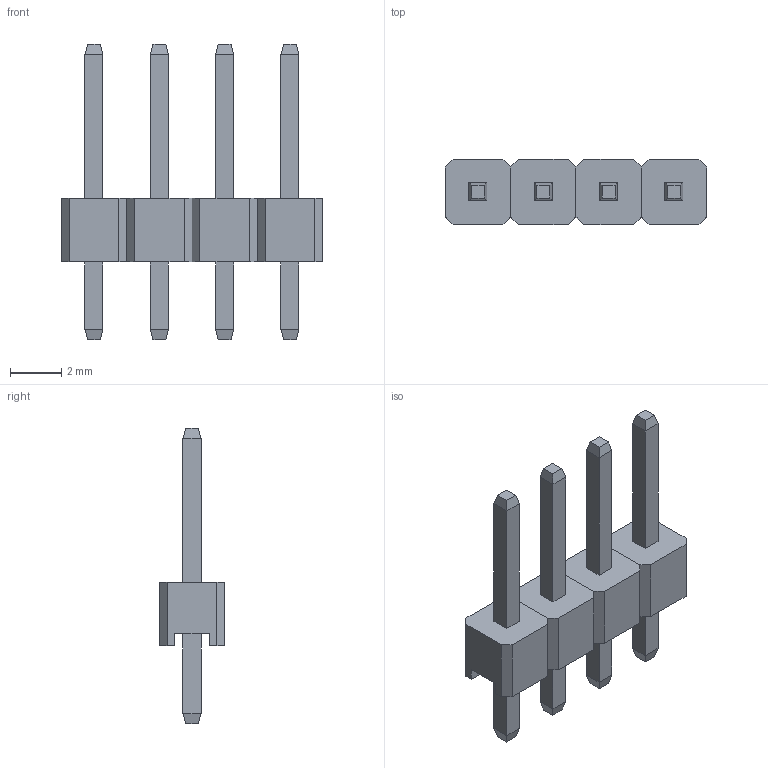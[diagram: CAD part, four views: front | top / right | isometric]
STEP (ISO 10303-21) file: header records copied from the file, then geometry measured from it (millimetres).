
FILE_DESCRIPTION (( 'STEP AP214' ), '1' );
FILE_NAME ('HDR-M-2.54_1x4.step', '2022-09-19T03:20:41', ( '' ), ( '' ), 'SwSTEP 2.0', 'SolidWorks 2020', '' );
FILE_SCHEMA (( 'AUTOMOTIVE_DESIGN' ));
Length unit declared in the file: millimetre
Products named in the file (1): HDR-M-2.54_1x4
Bounding box: 10.16 x 2.54 x 11.5 mm (x, y, z)
Volume: 73.8 mm3; surface area: 251.6 mm2
Topology: 4 solids, 4 shells, 352 faces, 919 edges, 602 vertices
Faces by surface type: plane 254, bspline 98
Entity records: 15072 total; most frequent: CARTESIAN_POINT 3180, ORIENTED_EDGE 1838, DIRECTION 1229, EDGE_CURVE 919, LINE 719, VECTOR 719, VERTEX_POINT 602, EDGE_LOOP 379
